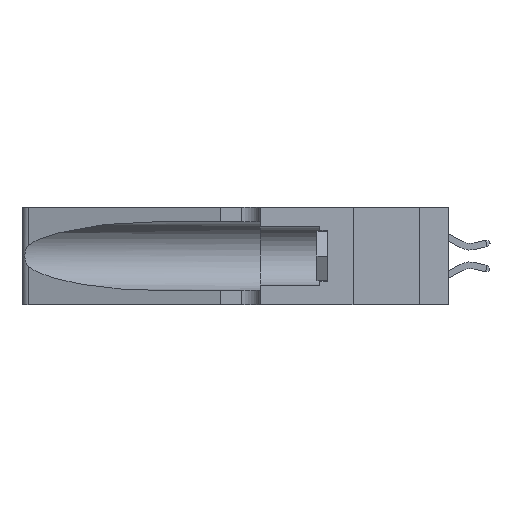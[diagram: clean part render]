
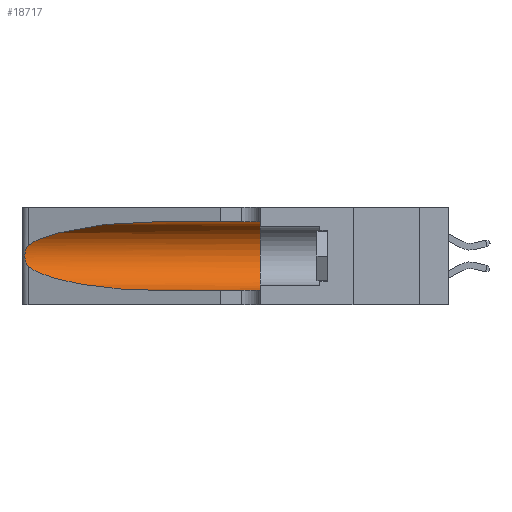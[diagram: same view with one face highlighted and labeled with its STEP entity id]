
A CAD part, left-side view. The second image highlights one B-rep face of the part: STEP entity #18717.
In plain terms, the highlighted cylindrical face has radius 3.308 mm (diameter 6.617 mm), a partial arc.
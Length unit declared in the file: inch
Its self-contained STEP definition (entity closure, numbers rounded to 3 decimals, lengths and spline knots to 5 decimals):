
#524 = FACE_OUTER_BOUND ( 'NONE', #11889, .T. ) ;
#567 = CARTESIAN_POINT ( 'NONE',  ( 0.1305, 0.72297, 0.31525 ) ) ;
#603 = CARTESIAN_POINT ( 'NONE',  ( 0.25555, 1.22994, 0.2215 ) ) ;
#704 = CARTESIAN_POINT ( 'NONE',  ( 0.2373, 1.15595, 0.08982 ) ) ;
#1149 = CARTESIAN_POINT ( 'NONE',  ( 0.25789, 1.23486, 0.15765 ) ) ;
#2917 = B_SPLINE_CURVE_WITH_KNOTS ( 'NONE', 3,
 ( #20275, #603, #22686, #8128, #25102, #10604, #27530, #13093, #30357, #15984, #1149, #18392, #3644, #20793 ),
 .UNSPECIFIED., .F., .F.,
 ( 4, 2, 2, 2, 2, 2, 4 ),
 ( 0., 0.00027, 0.00053, 0.00107, 0.0016, 0.00187, 0.00214 ),
 .UNSPECIFIED. ) ;
#3198 = CARTESIAN_POINT ( 'NONE',  ( 0.18966, 0.96281, 0.05475 ) ) ;
#3393 = AXIS2_PLACEMENT_3D ( 'NONE', #20380, #5744, #22781 ) ;
#3644 = CARTESIAN_POINT ( 'NONE',  ( 0.25555, 1.22993, 0.14849 ) ) ;
#4945 = CARTESIAN_POINT ( 'NONE',  ( 0.1305, 1.61858, 0.185 ) ) ;
#5744 = DIRECTION ( 'NONE',  ( 0., 1., 0. ) ) ;
#6382 = CYLINDRICAL_SURFACE ( 'NONE', #18432, 0.13025 ) ;
#6723 = CARTESIAN_POINT ( 'NONE',  ( 0.1305, 1.61858, 0.05475 ) ) ;
#6874 = CARTESIAN_POINT ( 'NONE',  ( 0.1305, 0.72297, 0.05475 ) ) ;
#6926 = CARTESIAN_POINT ( 'NONE',  ( 0.1305, 0.72297, 0.31525 ) ) ;
#7388 = CARTESIAN_POINT ( 'NONE',  ( 0.1305, 0.35, 0.05475 ) ) ;
#7441 = DIRECTION ( 'NONE',  ( 0., 0., -1. ) ) ;
#7711 = VERTEX_POINT ( 'NONE', #18848 ) ;
#8128 = CARTESIAN_POINT ( 'NONE',  ( 0.25787, 1.23484, 0.2124 ) ) ;
#8456 = EDGE_CURVE ( 'NONE', #29250, #10314, #20025, .T. ) ;
#9395 = CARTESIAN_POINT ( 'NONE',  ( 0.18966, 0.96281, 0.31525 ) ) ;
#9494 = LINE ( 'NONE', #6723, #28045 ) ;
#10270 = VERTEX_POINT ( 'NONE', #27874 ) ;
#10314 = VERTEX_POINT ( 'NONE', #20832 ) ;
#10604 = CARTESIAN_POINT ( 'NONE',  ( 0.26018, 1.23835, 0.19895 ) ) ;
#10684 = VECTOR ( 'NONE', #23832, 39.37008 ) ;
#11420 = EDGE_CURVE ( 'NONE', #10270, #20855, #14444, .T. ) ;
#11889 = EDGE_LOOP ( 'NONE', ( #27264, #25949, #30878, #14686, #12794, #24934 ) ) ;
#12794 = ORIENTED_EDGE ( 'NONE', *, *, #30565, .F. ) ;
#13093 = CARTESIAN_POINT ( 'NONE',  ( 0.26075, 1.23896, 0.178 ) ) ;
#13769 = EDGE_CURVE ( 'NONE', #10314, #10270, #2917, .T. ) ;
#14444 =( BOUNDED_CURVE ( )  B_SPLINE_CURVE ( 3, ( #29932, #704, #3198, #20366 ),
 .UNSPECIFIED., .F., .F. ) 
 B_SPLINE_CURVE_WITH_KNOTS ( ( 4, 4 ),
 ( 3.44316, 4.71239 ),
 .UNSPECIFIED. ) 
 CURVE ( )  GEOMETRIC_REPRESENTATION_ITEM ( )  RATIONAL_B_SPLINE_CURVE ( ( 1., 0.87, 0.87, 1. ) ) 
 REPRESENTATION_ITEM ( '' )  );
#14686 = ORIENTED_EDGE ( 'NONE', *, *, #28318, .T. ) ;
#15984 = CARTESIAN_POINT ( 'NONE',  ( 0.25856, 1.23593, 0.16098 ) ) ;
#16817 = CARTESIAN_POINT ( 'NONE',  ( 0.25487, 1.22718, 0.22369 ) ) ;
#18392 = CARTESIAN_POINT ( 'NONE',  ( 0.25639, 1.23186, 0.15144 ) ) ;
#18432 = AXIS2_PLACEMENT_3D ( 'NONE', #4945, #22012, #7441 ) ;
#18717 = ADVANCED_FACE ( 'NONE', ( #524 ), #6382, .F. ) ;
#18848 = CARTESIAN_POINT ( 'NONE',  ( 0.1305, 0.35, 0.31525 ) ) ;
#20014 = CIRCLE ( 'NONE', #3393, 0.13025 ) ;
#20025 =( BOUNDED_CURVE ( )  B_SPLINE_CURVE ( 3, ( #6926, #9395, #28774, #16817 ),
 .UNSPECIFIED., .F., .F. ) 
 B_SPLINE_CURVE_WITH_KNOTS ( ( 4, 4 ),
 ( 1.5708, 2.84003 ),
 .UNSPECIFIED. ) 
 CURVE ( )  GEOMETRIC_REPRESENTATION_ITEM ( )  RATIONAL_B_SPLINE_CURVE ( ( 1., 0.87, 0.87, 1. ) ) 
 REPRESENTATION_ITEM ( '' )  );
#20275 = CARTESIAN_POINT ( 'NONE',  ( 0.25487, 1.22718, 0.22369 ) ) ;
#20366 = CARTESIAN_POINT ( 'NONE',  ( 0.1305, 0.72297, 0.05475 ) ) ;
#20380 = CARTESIAN_POINT ( 'NONE',  ( 0.1305, 0.35, 0.185 ) ) ;
#20793 = CARTESIAN_POINT ( 'NONE',  ( 0.25487, 1.22718, 0.14631 ) ) ;
#20832 = CARTESIAN_POINT ( 'NONE',  ( 0.25487, 1.22718, 0.22369 ) ) ;
#20855 = VERTEX_POINT ( 'NONE', #6874 ) ;
#21428 = DIRECTION ( 'NONE',  ( 0., -1., 0. ) ) ;
#21429 = CARTESIAN_POINT ( 'NONE',  ( 0.1305, 1.61858, 0.31525 ) ) ;
#21514 = EDGE_CURVE ( 'NONE', #29250, #7711, #23537, .T. ) ;
#22012 = DIRECTION ( 'NONE',  ( 0., -1., 0. ) ) ;
#22686 = CARTESIAN_POINT ( 'NONE',  ( 0.25639, 1.23184, 0.21858 ) ) ;
#22781 = DIRECTION ( 'NONE',  ( 0., 0., 1. ) ) ;
#23537 = LINE ( 'NONE', #21429, #10684 ) ;
#23832 = DIRECTION ( 'NONE',  ( 0., -1., 0. ) ) ;
#24934 = ORIENTED_EDGE ( 'NONE', *, *, #21514, .F. ) ;
#25102 = CARTESIAN_POINT ( 'NONE',  ( 0.25854, 1.2359, 0.20912 ) ) ;
#25949 = ORIENTED_EDGE ( 'NONE', *, *, #13769, .T. ) ;
#27264 = ORIENTED_EDGE ( 'NONE', *, *, #8456, .T. ) ;
#27530 = CARTESIAN_POINT ( 'NONE',  ( 0.26075, 1.23896, 0.19203 ) ) ;
#27776 = VERTEX_POINT ( 'NONE', #7388 ) ;
#27874 = CARTESIAN_POINT ( 'NONE',  ( 0.25487, 1.22718, 0.14631 ) ) ;
#28045 = VECTOR ( 'NONE', #21428, 39.37008 ) ;
#28318 = EDGE_CURVE ( 'NONE', #20855, #27776, #9494, .T. ) ;
#28774 = CARTESIAN_POINT ( 'NONE',  ( 0.2373, 1.15595, 0.28018 ) ) ;
#29250 = VERTEX_POINT ( 'NONE', #567 ) ;
#29932 = CARTESIAN_POINT ( 'NONE',  ( 0.25487, 1.22718, 0.14631 ) ) ;
#30357 = CARTESIAN_POINT ( 'NONE',  ( 0.26017, 1.23833, 0.17102 ) ) ;
#30565 = EDGE_CURVE ( 'NONE', #7711, #27776, #20014, .T. ) ;
#30878 = ORIENTED_EDGE ( 'NONE', *, *, #11420, .T. ) ;
